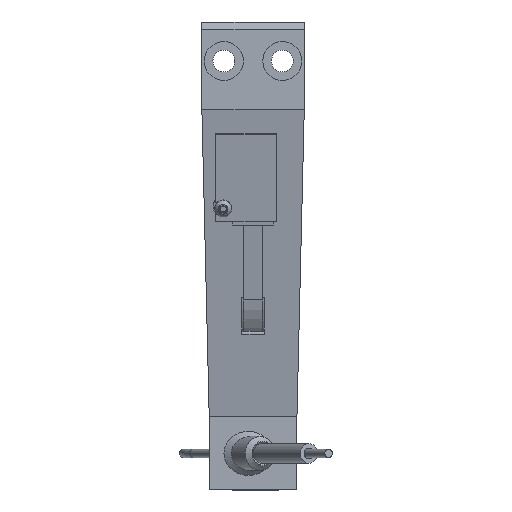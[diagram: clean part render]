
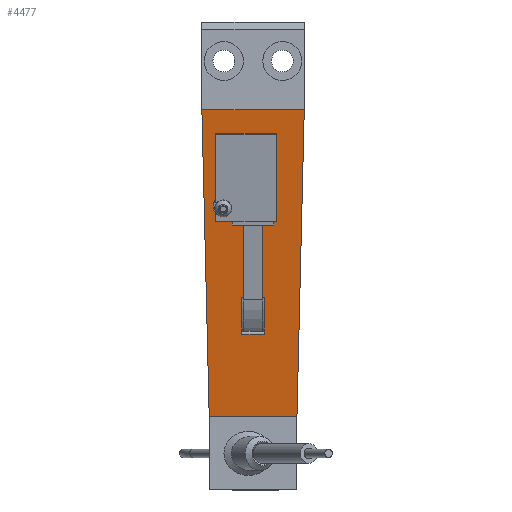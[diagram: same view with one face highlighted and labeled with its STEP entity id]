
A CAD part, left-side view. The second image highlights one B-rep face of the part: STEP entity #4477.
In plain terms, the highlighted planar face has unit normal (-0.986, 0, -0.164).
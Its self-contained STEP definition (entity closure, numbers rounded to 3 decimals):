
#211=FACE_BOUND('',#684,.T.);
#212=FACE_BOUND('',#685,.T.);
#247=PLANE('',#4897);
#401=FACE_OUTER_BOUND('',#683,.T.);
#683=EDGE_LOOP('',(#3112,#3113,#3114,#3115));
#684=EDGE_LOOP('',(#3116));
#685=EDGE_LOOP('',(#3117,#3118,#3119,#3120));
#998=CIRCLE('',#4898,2.);
#1206=LINE('',#6650,#1594);
#1210=LINE('',#6664,#1598);
#1214=LINE('',#6674,#1602);
#1218=LINE('',#6685,#1606);
#1220=LINE('',#6690,#1608);
#1221=LINE('',#6691,#1609);
#1222=LINE('',#6693,#1610);
#1223=LINE('',#6694,#1611);
#1594=VECTOR('',#5360,10.);
#1598=VECTOR('',#5374,10.);
#1602=VECTOR('',#5384,10.);
#1606=VECTOR('',#5398,10.);
#1608=VECTOR('',#5402,10.);
#1609=VECTOR('',#5403,10.);
#1610=VECTOR('',#5404,10.);
#1611=VECTOR('',#5405,10.);
#1975=VERTEX_POINT('',#6615);
#1987=VERTEX_POINT('',#6643);
#1990=VERTEX_POINT('',#6648);
#1995=VERTEX_POINT('',#6663);
#1998=VERTEX_POINT('',#6673);
#2001=VERTEX_POINT('',#6688);
#2002=VERTEX_POINT('',#6689);
#2003=VERTEX_POINT('',#6692);
#2004=VERTEX_POINT('',#6695);
#2409=EDGE_CURVE('',#1990,#1987,#1206,.T.);
#2416=EDGE_CURVE('',#1995,#1987,#1210,.F.);
#2421=EDGE_CURVE('',#1998,#1995,#1214,.T.);
#2427=EDGE_CURVE('',#1990,#1998,#1218,.T.);
#2429=EDGE_CURVE('',#2001,#2002,#1220,.T.);
#2430=EDGE_CURVE('',#2002,#1975,#1221,.T.);
#2431=EDGE_CURVE('',#1975,#2003,#1222,.T.);
#2432=EDGE_CURVE('',#2001,#2003,#1223,.T.);
#2433=EDGE_CURVE('',#2004,#2004,#998,.T.);
#3112=ORIENTED_EDGE('',*,*,#2429,.T.);
#3113=ORIENTED_EDGE('',*,*,#2430,.T.);
#3114=ORIENTED_EDGE('',*,*,#2431,.T.);
#3115=ORIENTED_EDGE('',*,*,#2432,.F.);
#3116=ORIENTED_EDGE('',*,*,#2433,.T.);
#3117=ORIENTED_EDGE('',*,*,#2409,.F.);
#3118=ORIENTED_EDGE('',*,*,#2427,.T.);
#3119=ORIENTED_EDGE('',*,*,#2421,.T.);
#3120=ORIENTED_EDGE('',*,*,#2416,.T.);
#4477=ADVANCED_FACE('',(#401,#211,#212),#247,.F.);
#4897=AXIS2_PLACEMENT_3D('',#6687,#5400,#5401);
#4898=AXIS2_PLACEMENT_3D('',#6696,#5406,#5407);
#5360=DIRECTION('',(0.,-1.,0.));
#5374=DIRECTION('',(-0.164,0.,0.986));
#5384=DIRECTION('',(0.,-1.,0.));
#5398=DIRECTION('',(-0.164,0.,0.986));
#5400=DIRECTION('center_axis',(0.986,0.,0.164));
#5401=DIRECTION('ref_axis',(0.164,0.,-0.986));
#5402=DIRECTION('',(0.,-1.,0.));
#5403=DIRECTION('',(-0.164,-0.023,0.986));
#5404=DIRECTION('',(0.,1.,0.));
#5405=DIRECTION('',(-0.164,0.023,0.986));
#5406=DIRECTION('center_axis',(0.986,0.,0.164));
#5407=DIRECTION('ref_axis',(0.,-1.,0.));
#6615=CARTESIAN_POINT('',(-26.5,-10.5,-22.));
#6643=CARTESIAN_POINT('',(-18.831,-2.3,-68.016));
#6648=CARTESIAN_POINT('',(-18.831,2.3,-68.016));
#6650=CARTESIAN_POINT('',(-18.831,0.,-68.016));
#6663=CARTESIAN_POINT('',(-20.079,-2.3,-60.524));
#6664=CARTESIAN_POINT('',(-22.348,-2.3,-46.913));
#6673=CARTESIAN_POINT('',(-20.079,2.3,-60.524));
#6674=CARTESIAN_POINT('',(-20.079,0.,-60.524));
#6685=CARTESIAN_POINT('',(-22.348,2.3,-46.913));
#6687=CARTESIAN_POINT('Origin',(-16.,-9.,-85.));
#6688=CARTESIAN_POINT('',(-16.,9.,-85.));
#6689=CARTESIAN_POINT('',(-16.,-9.,-85.));
#6690=CARTESIAN_POINT('',(-16.,-4.5,-85.));
#6691=CARTESIAN_POINT('',(-16.,-9.,-85.));
#6692=CARTESIAN_POINT('',(-26.5,10.5,-22.));
#6693=CARTESIAN_POINT('',(-26.5,0.,-22.));
#6694=CARTESIAN_POINT('',(-16.,9.,-85.));
#6695=CARTESIAN_POINT('',(-23.226,8.147,-41.644));
#6696=CARTESIAN_POINT('Origin',(-23.226,6.147,-41.644));
